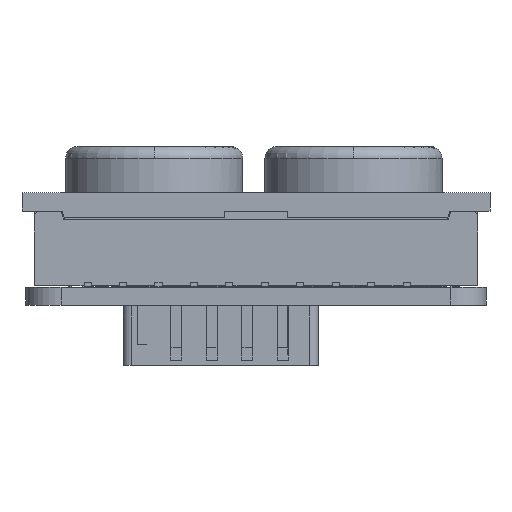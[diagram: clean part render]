
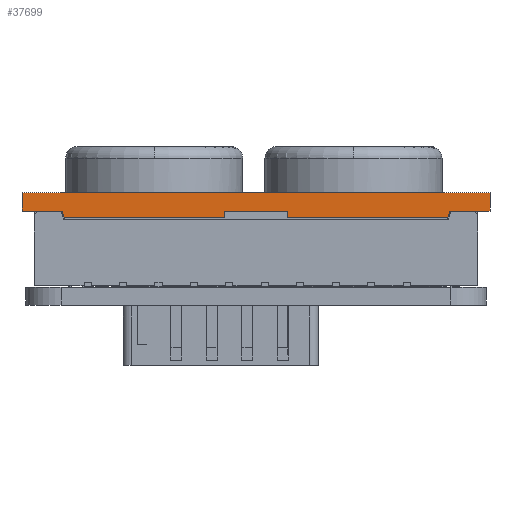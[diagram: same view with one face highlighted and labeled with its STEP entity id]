
A CAD part, left-side view. The second image highlights one B-rep face of the part: STEP entity #37699.
In plain terms, the highlighted face is planar.
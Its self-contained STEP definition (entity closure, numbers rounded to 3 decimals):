
#36946 = VERTEX_POINT('',#36947);
#36947 = CARTESIAN_POINT('',(13.2,-1.8,-3.15));
#36953 = EDGE_CURVE('',#36954,#36946,#36956,.T.);
#36954 = VERTEX_POINT('',#36955);
#36955 = CARTESIAN_POINT('',(13.2,-1.8,-2.11));
#36956 = LINE('',#36957,#36958);
#36957 = CARTESIAN_POINT('',(13.2,-1.8,-2.11));
#36958 = VECTOR('',#36959,1.);
#36959 = DIRECTION('',(0.,0.,-1.));
#37034 = VERTEX_POINT('',#37035);
#37035 = CARTESIAN_POINT('',(-13.2,-1.8,-2.11));
#37041 = EDGE_CURVE('',#37042,#37034,#37044,.T.);
#37042 = VERTEX_POINT('',#37043);
#37043 = CARTESIAN_POINT('',(-13.2,-1.8,-3.15));
#37044 = LINE('',#37045,#37046);
#37045 = CARTESIAN_POINT('',(-13.2,-1.8,-3.15));
#37046 = VECTOR('',#37047,1.);
#37047 = DIRECTION('',(0.,0.,1.));
#37660 = EDGE_CURVE('',#37661,#36954,#37663,.T.);
#37661 = VERTEX_POINT('',#37662);
#37662 = CARTESIAN_POINT('',(10.923,-1.8,-2.11));
#37663 = LINE('',#37664,#37665);
#37664 = CARTESIAN_POINT('',(10.923,-1.8,-2.11));
#37665 = VECTOR('',#37666,1.);
#37666 = DIRECTION('',(1.,0.,0.));
#37699 = ADVANCED_FACE('',(#37700),#37773,.F.);
#37700 = FACE_BOUND('',#37701,.F.);
#37701 = EDGE_LOOP('',(#37702,#37703,#37711,#37719,#37727,#37735,#37743,
    #37751,#37759,#37765,#37766,#37767));
#37702 = ORIENTED_EDGE('',*,*,#37041,.T.);
#37703 = ORIENTED_EDGE('',*,*,#37704,.T.);
#37704 = EDGE_CURVE('',#37034,#37705,#37707,.T.);
#37705 = VERTEX_POINT('',#37706);
#37706 = CARTESIAN_POINT('',(-10.923,-1.8,-2.11));
#37707 = LINE('',#37708,#37709);
#37708 = CARTESIAN_POINT('',(-13.2,-1.8,-2.11));
#37709 = VECTOR('',#37710,1.);
#37710 = DIRECTION('',(1.,0.,0.));
#37711 = ORIENTED_EDGE('',*,*,#37712,.F.);
#37712 = EDGE_CURVE('',#37713,#37705,#37715,.T.);
#37713 = VERTEX_POINT('',#37714);
#37714 = CARTESIAN_POINT('',(-10.827,-1.8,-1.75));
#37715 = LINE('',#37716,#37717);
#37716 = CARTESIAN_POINT('',(-10.827,-1.8,-1.75));
#37717 = VECTOR('',#37718,1.);
#37718 = DIRECTION('',(-0.259,0.,
    -0.966));
#37719 = ORIENTED_EDGE('',*,*,#37720,.F.);
#37720 = EDGE_CURVE('',#37721,#37713,#37723,.T.);
#37721 = VERTEX_POINT('',#37722);
#37722 = CARTESIAN_POINT('',(-1.75,-1.8,-1.75));
#37723 = LINE('',#37724,#37725);
#37724 = CARTESIAN_POINT('',(-1.75,-1.8,-1.75));
#37725 = VECTOR('',#37726,1.);
#37726 = DIRECTION('',(-1.,0.,0.));
#37727 = ORIENTED_EDGE('',*,*,#37728,.F.);
#37728 = EDGE_CURVE('',#37729,#37721,#37731,.T.);
#37729 = VERTEX_POINT('',#37730);
#37730 = CARTESIAN_POINT('',(-1.75,-1.8,-2.11));
#37731 = LINE('',#37732,#37733);
#37732 = CARTESIAN_POINT('',(-1.75,-1.8,-2.11));
#37733 = VECTOR('',#37734,1.);
#37734 = DIRECTION('',(0.,0.,1.));
#37735 = ORIENTED_EDGE('',*,*,#37736,.T.);
#37736 = EDGE_CURVE('',#37729,#37737,#37739,.T.);
#37737 = VERTEX_POINT('',#37738);
#37738 = CARTESIAN_POINT('',(1.75,-1.8,-2.11));
#37739 = LINE('',#37740,#37741);
#37740 = CARTESIAN_POINT('',(-1.75,-1.8,-2.11));
#37741 = VECTOR('',#37742,1.);
#37742 = DIRECTION('',(1.,0.,0.));
#37743 = ORIENTED_EDGE('',*,*,#37744,.F.);
#37744 = EDGE_CURVE('',#37745,#37737,#37747,.T.);
#37745 = VERTEX_POINT('',#37746);
#37746 = CARTESIAN_POINT('',(1.75,-1.8,-1.75));
#37747 = LINE('',#37748,#37749);
#37748 = CARTESIAN_POINT('',(1.75,-1.8,-1.75));
#37749 = VECTOR('',#37750,1.);
#37750 = DIRECTION('',(0.,0.,-1.));
#37751 = ORIENTED_EDGE('',*,*,#37752,.F.);
#37752 = EDGE_CURVE('',#37753,#37745,#37755,.T.);
#37753 = VERTEX_POINT('',#37754);
#37754 = CARTESIAN_POINT('',(10.827,-1.8,-1.75));
#37755 = LINE('',#37756,#37757);
#37756 = CARTESIAN_POINT('',(10.827,-1.8,-1.75));
#37757 = VECTOR('',#37758,1.);
#37758 = DIRECTION('',(-1.,0.,0.));
#37759 = ORIENTED_EDGE('',*,*,#37760,.F.);
#37760 = EDGE_CURVE('',#37661,#37753,#37761,.T.);
#37761 = LINE('',#37762,#37763);
#37762 = CARTESIAN_POINT('',(10.923,-1.8,-2.11));
#37763 = VECTOR('',#37764,1.);
#37764 = DIRECTION('',(-0.259,0.,0.966
    ));
#37765 = ORIENTED_EDGE('',*,*,#37660,.T.);
#37766 = ORIENTED_EDGE('',*,*,#36953,.T.);
#37767 = ORIENTED_EDGE('',*,*,#37768,.F.);
#37768 = EDGE_CURVE('',#37042,#36946,#37769,.T.);
#37769 = LINE('',#37770,#37771);
#37770 = CARTESIAN_POINT('',(-13.2,-1.8,-3.15));
#37771 = VECTOR('',#37772,1.);
#37772 = DIRECTION('',(1.,0.,0.));
#37773 = PLANE('',#37774);
#37774 = AXIS2_PLACEMENT_3D('',#37775,#37776,#37777);
#37775 = CARTESIAN_POINT('',(0.,-1.8,-2.45));
#37776 = DIRECTION('',(0.,1.,0.));
#37777 = DIRECTION('',(-1.,0.,0.));
